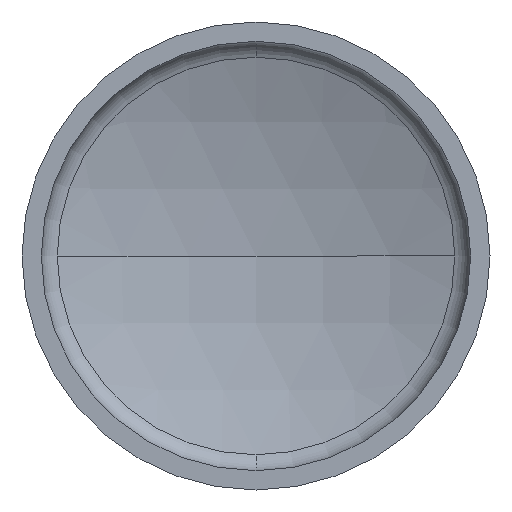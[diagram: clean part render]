
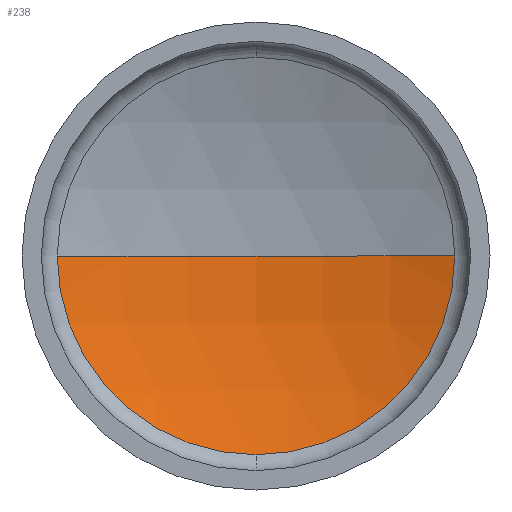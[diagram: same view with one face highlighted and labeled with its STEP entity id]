
A CAD part, front view. The second image highlights one B-rep face of the part: STEP entity #238.
In plain terms, the highlighted spherical face has radius 59.41 mm.
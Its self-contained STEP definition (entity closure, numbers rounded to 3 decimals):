
#15 = CIRCLE ( 'NONE', #268, 59.41 ) ;
#17 = DIRECTION ( 'NONE',  ( 0., 0., -1. ) ) ;
#19 = DIRECTION ( 'NONE',  ( -1., 0., 0. ) ) ;
#36 = CARTESIAN_POINT ( 'NONE',  ( 20.513, 7.346, 0. ) ) ;
#52 = DIRECTION ( 'NONE',  ( -1., 0., 0. ) ) ;
#75 = ORIENTED_EDGE ( 'NONE', *, *, #287, .T. ) ;
#83 = DIRECTION ( 'NONE',  ( 0., 1., 0. ) ) ;
#88 = EDGE_CURVE ( 'NONE', #314, #246, #95, .T. ) ;
#95 = CIRCLE ( 'NONE', #177, 20.513 ) ;
#128 = DIRECTION ( 'NONE',  ( 0., 0., 1. ) ) ;
#132 = VERTEX_POINT ( 'NONE', #359 ) ;
#161 = CARTESIAN_POINT ( 'NONE',  ( -20.513, 7.346, 0. ) ) ;
#170 = AXIS2_PLACEMENT_3D ( 'NONE', #329, #128, #19 ) ;
#177 = AXIS2_PLACEMENT_3D ( 'NONE', #188, #83, #220 ) ;
#188 = CARTESIAN_POINT ( 'NONE',  ( 0., 7.346, 0. ) ) ;
#197 = ORIENTED_EDGE ( 'NONE', *, *, #360, .F. ) ;
#198 = DIRECTION ( 'NONE',  ( 0., 0., 1. ) ) ;
#207 = ORIENTED_EDGE ( 'NONE', *, *, #88, .F. ) ;
#210 = CIRCLE ( 'NONE', #413, 20.513 ) ;
#220 = DIRECTION ( 'NONE',  ( 0., 0., 1. ) ) ;
#223 = AXIS2_PLACEMENT_3D ( 'NONE', #369, #17, #52 ) ;
#238 = ADVANCED_FACE ( 'NONE', ( #392 ), #296, .F. ) ;
#246 = VERTEX_POINT ( 'NONE', #161 ) ;
#258 = ORIENTED_EDGE ( 'NONE', *, *, #271, .F. ) ;
#263 = CARTESIAN_POINT ( 'NONE',  ( 0., 7.346, 0. ) ) ;
#268 = AXIS2_PLACEMENT_3D ( 'NONE', #364, #198, #332 ) ;
#270 = CIRCLE ( 'NONE', #223, 59.41 ) ;
#271 = EDGE_CURVE ( 'NONE', #426, #314, #210, .T. ) ;
#287 = EDGE_CURVE ( 'NONE', #426, #132, #15, .T. ) ;
#296 = SPHERICAL_SURFACE ( 'NONE', #170, 59.41 ) ;
#314 = VERTEX_POINT ( 'NONE', #366 ) ;
#329 = CARTESIAN_POINT ( 'NONE',  ( 0., -48.41, 0. ) ) ;
#332 = DIRECTION ( 'NONE',  ( 1., 0., 0. ) ) ;
#359 = CARTESIAN_POINT ( 'NONE',  ( 0., 11., 0. ) ) ;
#360 = EDGE_CURVE ( 'NONE', #246, #132, #270, .T. ) ;
#364 = CARTESIAN_POINT ( 'NONE',  ( 0., -48.41, 0. ) ) ;
#366 = CARTESIAN_POINT ( 'NONE',  ( 0., 7.346, -20.513 ) ) ;
#369 = CARTESIAN_POINT ( 'NONE',  ( 0., -48.41, 0. ) ) ;
#392 = FACE_OUTER_BOUND ( 'NONE', #443, .T. ) ;
#412 = DIRECTION ( 'NONE',  ( 0., 1., 0. ) ) ;
#413 = AXIS2_PLACEMENT_3D ( 'NONE', #263, #412, #438 ) ;
#426 = VERTEX_POINT ( 'NONE', #36 ) ;
#438 = DIRECTION ( 'NONE',  ( 0., 0., 1. ) ) ;
#443 = EDGE_LOOP ( 'NONE', ( #258, #75, #197, #207 ) ) ;
